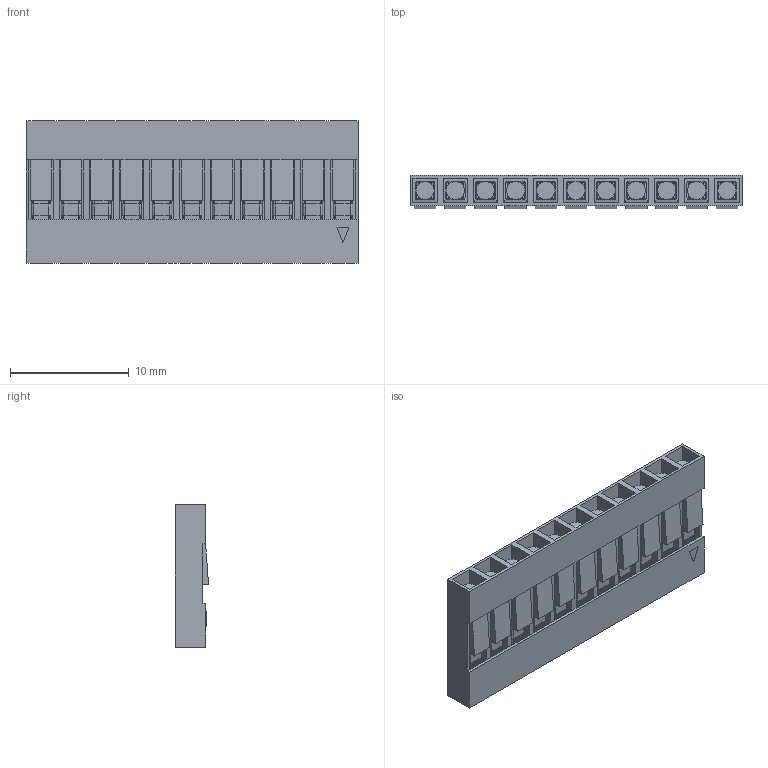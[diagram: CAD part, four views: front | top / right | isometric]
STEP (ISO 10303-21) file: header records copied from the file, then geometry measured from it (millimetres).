
FILE_DESCRIPTION (( 'STEP AP214' ), '1' );
FILE_NAME ('DS1071-1x11.STEP', '2019-05-31T22:19:41', ( 'VR' ), ( '' ), 'SwSTEP 2.0', 'SolidWorks 2016', '' );
FILE_SCHEMA (( 'AUTOMOTIVE_DESIGN' ));
Length unit declared in the file: millimetre
Products named in the file (1): DS1071-1x11
Bounding box: 27.94 x 2.79 x 12 mm (x, y, z)
Volume: 405.3 mm3; surface area: 2877.7 mm2
Topology: 12 solids, 12 shells, 740 faces, 2255 edges, 1430 vertices
Faces by surface type: plane 542, cylinder 198
Entity records: 33530 total; most frequent: ORIENTED_EDGE 4510, CARTESIAN_POINT 4426, DIRECTION 4243, EDGE_CURVE 2255, LINE 1749, VECTOR 1749, VERTEX_POINT 1430, AXIS2_PLACEMENT_3D 1247
